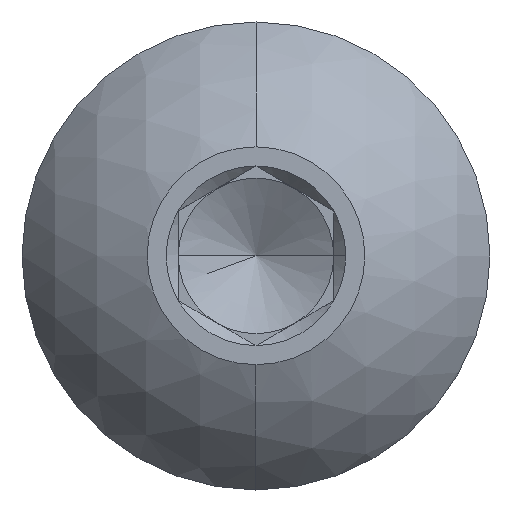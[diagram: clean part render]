
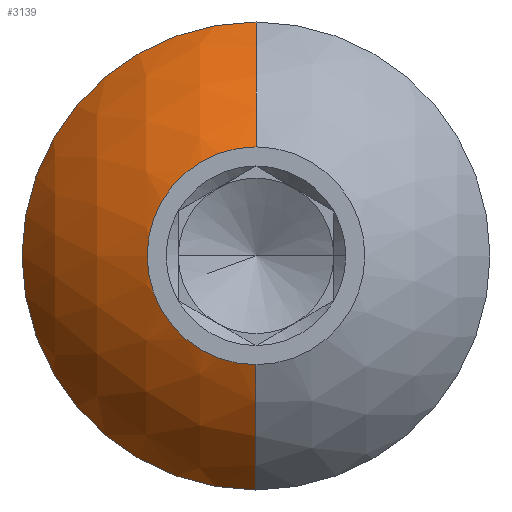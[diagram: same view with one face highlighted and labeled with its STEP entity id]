
A CAD part, top view. The second image highlights one B-rep face of the part: STEP entity #3139.
In plain terms, the highlighted spherical face has radius 2.763 mm.
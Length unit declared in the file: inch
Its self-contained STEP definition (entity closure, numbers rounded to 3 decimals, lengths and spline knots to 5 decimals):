
#56 = EDGE_CURVE ( 'NONE', #343, #402, #522, .T. ) ;
#298 = DIRECTION ( 'NONE',  ( -1., 0., 0. ) ) ;
#343 = VERTEX_POINT ( 'NONE', #3486 ) ;
#402 = VERTEX_POINT ( 'NONE', #1296 ) ;
#409 = SPHERICAL_SURFACE ( 'NONE', #4025, 0.10877 ) ;
#452 = VERTEX_POINT ( 'NONE', #1279 ) ;
#522 = CIRCLE ( 'NONE', #1986, 0.094 ) ;
#560 = CIRCLE ( 'NONE', #906, 0.10877 ) ;
#675 = ORIENTED_EDGE ( 'NONE', *, *, #3520, .F. ) ;
#691 = DIRECTION ( 'NONE',  ( 1., 0., 0. ) ) ;
#711 = EDGE_CURVE ( 'NONE', #2653, #452, #3627, .T. ) ;
#763 = DIRECTION ( 'NONE',  ( 0., 0., 1. ) ) ;
#789 = ORIENTED_EDGE ( 'NONE', *, *, #1946, .T. ) ;
#828 = AXIS2_PLACEMENT_3D ( 'NONE', #1081, #763, #2973 ) ;
#883 = CARTESIAN_POINT ( 'NONE',  ( 0., 0., 0.08267 ) ) ;
#895 = DIRECTION ( 'NONE',  ( 0., 1., 0. ) ) ;
#897 = VERTEX_POINT ( 'NONE', #2592 ) ;
#906 = AXIS2_PLACEMENT_3D ( 'NONE', #3496, #691, #3192 ) ;
#911 = EDGE_CURVE ( 'NONE', #343, #897, #560, .T. ) ;
#1081 = CARTESIAN_POINT ( 'NONE',  ( 0., 0., 0.13739 ) ) ;
#1279 = CARTESIAN_POINT ( 'NONE',  ( 0., -0.04375, 0.18225 ) ) ;
#1296 = CARTESIAN_POINT ( 'NONE',  ( -0.094, 0., 0.13739 ) ) ;
#1334 = AXIS2_PLACEMENT_3D ( 'NONE', #1648, #2872, #3849 ) ;
#1507 = CARTESIAN_POINT ( 'NONE',  ( 0., 0., 0.08267 ) ) ;
#1648 = CARTESIAN_POINT ( 'NONE',  ( 0., 0., 0.18225 ) ) ;
#1946 = EDGE_CURVE ( 'NONE', #402, #2653, #2105, .T. ) ;
#1986 = AXIS2_PLACEMENT_3D ( 'NONE', #2328, #2967, #3585 ) ;
#2105 = CIRCLE ( 'NONE', #828, 0.094 ) ;
#2151 = FACE_OUTER_BOUND ( 'NONE', #2540, .T. ) ;
#2165 = DIRECTION ( 'NONE',  ( -1., 0., 0. ) ) ;
#2328 = CARTESIAN_POINT ( 'NONE',  ( 0., 0., 0.13739 ) ) ;
#2540 = EDGE_LOOP ( 'NONE', ( #789, #3821, #675, #3919, #3932 ) ) ;
#2592 = CARTESIAN_POINT ( 'NONE',  ( 0., 0.04375, 0.18225 ) ) ;
#2653 = VERTEX_POINT ( 'NONE', #3152 ) ;
#2872 = DIRECTION ( 'NONE',  ( 0., 0., 1. ) ) ;
#2967 = DIRECTION ( 'NONE',  ( 0., 0., 1. ) ) ;
#2973 = DIRECTION ( 'NONE',  ( 1., 0., 0. ) ) ;
#3132 = DIRECTION ( 'NONE',  ( 0., -1., 0. ) ) ;
#3139 = ADVANCED_FACE ( 'NONE', ( #2151 ), #409, .T. ) ;
#3152 = CARTESIAN_POINT ( 'NONE',  ( 0., -0.094, 0.13739 ) ) ;
#3153 = CIRCLE ( 'NONE', #1334, 0.04375 ) ;
#3192 = DIRECTION ( 'NONE',  ( 0., 0., -1. ) ) ;
#3459 = AXIS2_PLACEMENT_3D ( 'NONE', #1507, #298, #3132 ) ;
#3486 = CARTESIAN_POINT ( 'NONE',  ( 0., 0.094, 0.13739 ) ) ;
#3496 = CARTESIAN_POINT ( 'NONE',  ( 0., 0., 0.08267 ) ) ;
#3520 = EDGE_CURVE ( 'NONE', #897, #452, #3153, .T. ) ;
#3585 = DIRECTION ( 'NONE',  ( 1., 0., 0. ) ) ;
#3627 = CIRCLE ( 'NONE', #3459, 0.10877 ) ;
#3821 = ORIENTED_EDGE ( 'NONE', *, *, #711, .T. ) ;
#3849 = DIRECTION ( 'NONE',  ( 1., 0., 0. ) ) ;
#3919 = ORIENTED_EDGE ( 'NONE', *, *, #911, .F. ) ;
#3932 = ORIENTED_EDGE ( 'NONE', *, *, #56, .T. ) ;
#4025 = AXIS2_PLACEMENT_3D ( 'NONE', #883, #2165, #895 ) ;
